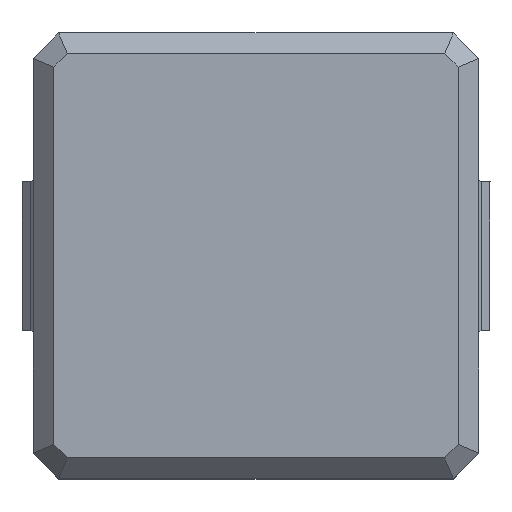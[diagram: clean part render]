
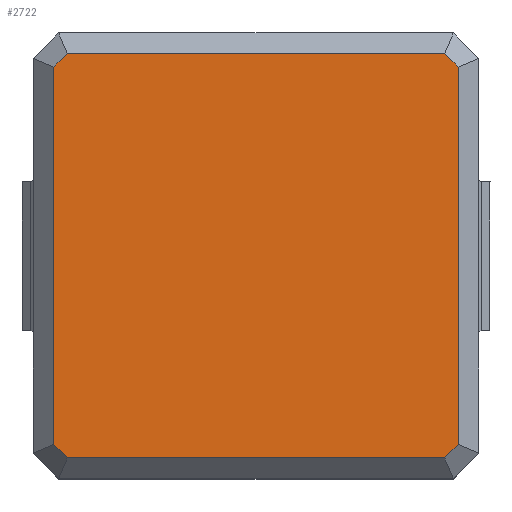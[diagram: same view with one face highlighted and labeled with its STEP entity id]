
A CAD part, top view. The second image highlights one B-rep face of the part: STEP entity #2722.
In plain terms, the highlighted planar face has unit normal (0, 0, 1).
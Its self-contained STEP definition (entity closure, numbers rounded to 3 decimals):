
#225=FACE_OUTER_BOUND('',#377,.T.);
#377=EDGE_LOOP('',(#2386,#2387,#2388,#2389,#2390,#2391,#2392,#2393));
#704=LINE('',#4403,#1038);
#705=LINE('',#4405,#1039);
#706=LINE('',#4407,#1040);
#707=LINE('',#4409,#1041);
#708=LINE('',#4411,#1042);
#709=LINE('',#4413,#1043);
#710=LINE('',#4415,#1044);
#711=LINE('',#4416,#1045);
#1038=VECTOR('',#3585,1.);
#1039=VECTOR('',#3586,1.);
#1040=VECTOR('',#3587,1.);
#1041=VECTOR('',#3588,1.);
#1042=VECTOR('',#3589,1.);
#1043=VECTOR('',#3590,1.);
#1044=VECTOR('',#3591,1.);
#1045=VECTOR('',#3592,1.);
#1302=VERTEX_POINT('',#4401);
#1303=VERTEX_POINT('',#4402);
#1304=VERTEX_POINT('',#4404);
#1305=VERTEX_POINT('',#4406);
#1306=VERTEX_POINT('',#4408);
#1307=VERTEX_POINT('',#4410);
#1308=VERTEX_POINT('',#4412);
#1309=VERTEX_POINT('',#4414);
#1676=EDGE_CURVE('',#1302,#1303,#704,.T.);
#1677=EDGE_CURVE('',#1303,#1304,#705,.T.);
#1678=EDGE_CURVE('',#1304,#1305,#706,.T.);
#1679=EDGE_CURVE('',#1305,#1306,#707,.T.);
#1680=EDGE_CURVE('',#1306,#1307,#708,.T.);
#1681=EDGE_CURVE('',#1307,#1308,#709,.T.);
#1682=EDGE_CURVE('',#1308,#1309,#710,.T.);
#1683=EDGE_CURVE('',#1309,#1302,#711,.T.);
#2386=ORIENTED_EDGE('',*,*,#1676,.T.);
#2387=ORIENTED_EDGE('',*,*,#1677,.T.);
#2388=ORIENTED_EDGE('',*,*,#1678,.T.);
#2389=ORIENTED_EDGE('',*,*,#1679,.T.);
#2390=ORIENTED_EDGE('',*,*,#1680,.T.);
#2391=ORIENTED_EDGE('',*,*,#1681,.T.);
#2392=ORIENTED_EDGE('',*,*,#1682,.T.);
#2393=ORIENTED_EDGE('',*,*,#1683,.T.);
#2581=PLANE('',#2918);
#2722=ADVANCED_FACE('',(#225),#2581,.T.);
#2918=AXIS2_PLACEMENT_3D('',#4400,#3583,#3584);
#3583=DIRECTION('center_axis',(0.,0.,1.));
#3584=DIRECTION('ref_axis',(1.,0.,0.));
#3585=DIRECTION('',(-0.707,0.707,0.));
#3586=DIRECTION('',(-1.,0.,0.));
#3587=DIRECTION('',(-0.707,-0.707,0.));
#3588=DIRECTION('',(0.,-1.,0.));
#3589=DIRECTION('',(0.707,-0.707,0.));
#3590=DIRECTION('',(1.,0.,0.));
#3591=DIRECTION('',(0.707,0.707,0.));
#3592=DIRECTION('',(0.,1.,0.));
#4400=CARTESIAN_POINT('Origin',(0.,0.,30.));
#4401=CARTESIAN_POINT('',(29.2,27.257,30.));
#4402=CARTESIAN_POINT('',(27.257,29.2,30.));
#4403=CARTESIAN_POINT('',(28.229,28.229,30.));
#4404=CARTESIAN_POINT('',(-27.257,29.2,30.));
#4405=CARTESIAN_POINT('',(0.,29.2,30.));
#4406=CARTESIAN_POINT('',(-29.2,27.257,30.));
#4407=CARTESIAN_POINT('',(-28.229,28.229,30.));
#4408=CARTESIAN_POINT('',(-29.2,-27.257,30.));
#4409=CARTESIAN_POINT('',(-29.2,0.,30.));
#4410=CARTESIAN_POINT('',(-27.257,-29.2,30.));
#4411=CARTESIAN_POINT('',(-28.229,-28.229,30.));
#4412=CARTESIAN_POINT('',(27.257,-29.2,30.));
#4413=CARTESIAN_POINT('',(0.,-29.2,30.));
#4414=CARTESIAN_POINT('',(29.2,-27.257,30.));
#4415=CARTESIAN_POINT('',(28.229,-28.229,30.));
#4416=CARTESIAN_POINT('',(29.2,0.,30.));
